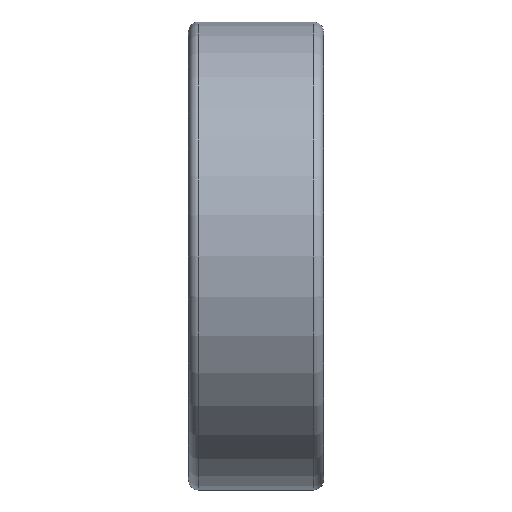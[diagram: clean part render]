
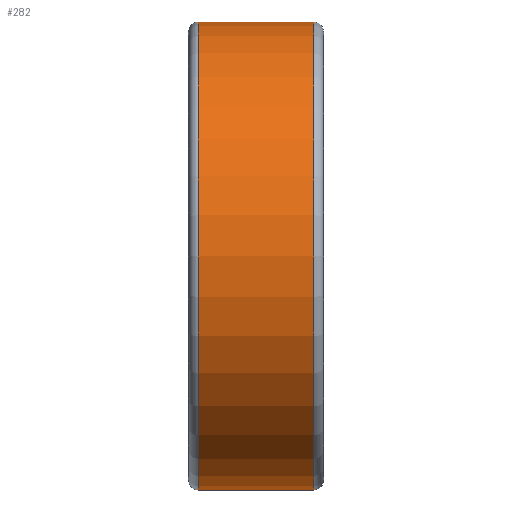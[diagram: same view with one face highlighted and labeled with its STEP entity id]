
A CAD part, front view. The second image highlights one B-rep face of the part: STEP entity #282.
In plain terms, the highlighted cylindrical face has radius 26 mm (diameter 52 mm), a full revolution.
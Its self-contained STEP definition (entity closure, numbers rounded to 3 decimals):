
#71=CYLINDRICAL_SURFACE('',#359,26.);
#111=ORIENTED_EDGE('',*,*,#126,.T.);
#112=ORIENTED_EDGE('',*,*,#134,.F.);
#126=EDGE_CURVE('',#146,#146,#166,.T.);
#134=EDGE_CURVE('',#154,#154,#174,.T.);
#146=VERTEX_POINT('',#508);
#154=VERTEX_POINT('',#532);
#166=CIRCLE('',#342,26.);
#174=CIRCLE('',#358,26.);
#211=EDGE_LOOP('',(#111));
#212=EDGE_LOOP('',(#112));
#251=FACE_BOUND('',#211,.T.);
#252=FACE_BOUND('',#212,.T.);
#282=ADVANCED_FACE('',(#251,#252),#71,.T.);
#342=AXIS2_PLACEMENT_3D('',#507,#414,#415);
#358=AXIS2_PLACEMENT_3D('',#531,#446,#447);
#359=AXIS2_PLACEMENT_3D('',#533,#448,#449);
#414=DIRECTION('',(1.,0.,0.));
#415=DIRECTION('',(0.,0.,-1.));
#446=DIRECTION('',(1.,0.,0.));
#447=DIRECTION('',(0.,0.,-1.));
#448=DIRECTION('',(1.,0.,0.));
#449=DIRECTION('',(0.,0.,-1.));
#507=CARTESIAN_POINT('',(1.1,0.,0.));
#508=CARTESIAN_POINT('',(1.1,0.,-26.));
#531=CARTESIAN_POINT('',(13.9,0.,0.));
#532=CARTESIAN_POINT('',(13.9,0.,-26.));
#533=CARTESIAN_POINT('',(15.,0.,0.));
